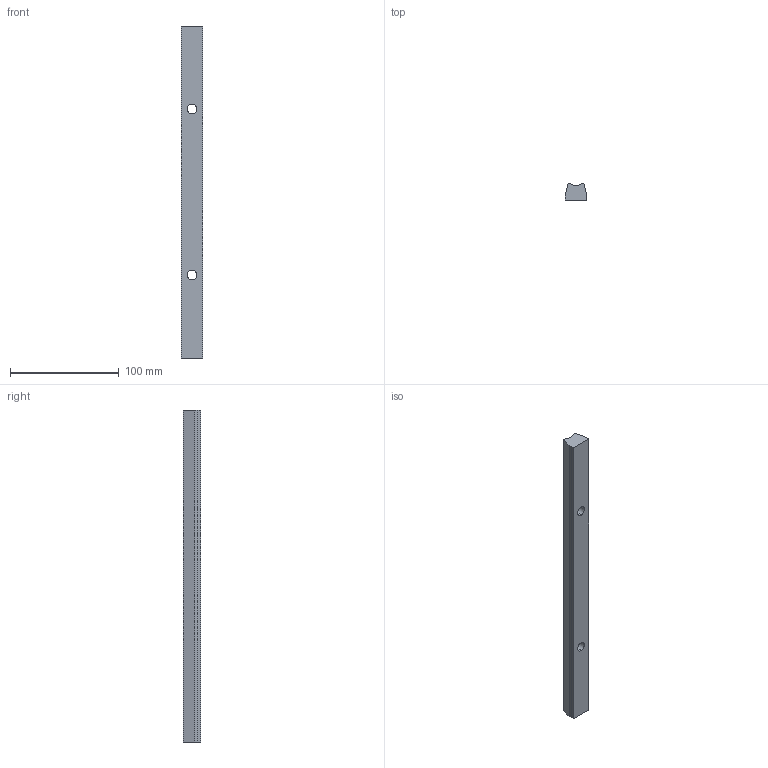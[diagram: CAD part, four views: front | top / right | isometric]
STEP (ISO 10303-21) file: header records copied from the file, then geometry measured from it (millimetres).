
FILE_DESCRIPTION (( 'STEP AP214' ), '1' );
FILE_NAME ('ShaftRailAssembly_88EC621508.step', '2021-06-30T20:27:07', ( 'localadmin' ), ( 'BOXX Technologies, Inc.' ), 'SwSTEP 2.0', 'SolidWorks 2019', '' );
FILE_SCHEMA (( 'AUTOMOTIVE_DESIGN' ));
Length unit declared in the file: inch
Products named in the file (3): ShaftRailAssembly_88EC621508; DLZFnpzfSR_CADModel_0
Assembly tree (1 placements, depth 2):
  ShaftRailAssembly_88EC621508
    DLZFnpzfSR_CADModel_0
  DLZFnpzfSR_CADModel_0
Bounding box: 19.81 x 15.9 x 304.8 mm (x, y, z)
Volume: 79951.1 mm3; surface area: 21722.1 mm2
Topology: 1 solids, 1 shells, 16 faces, 44 edges, 28 vertices
Faces by surface type: plane 12, cylinder 4
Entity records: 805 total; most frequent: CARTESIAN_POINT 105, ORIENTED_EDGE 88, DIRECTION 86, EDGE_CURVE 44, VECTOR 36, LINE 36, VERTEX_POINT 28, AXIS2_PLACEMENT_3D 25
